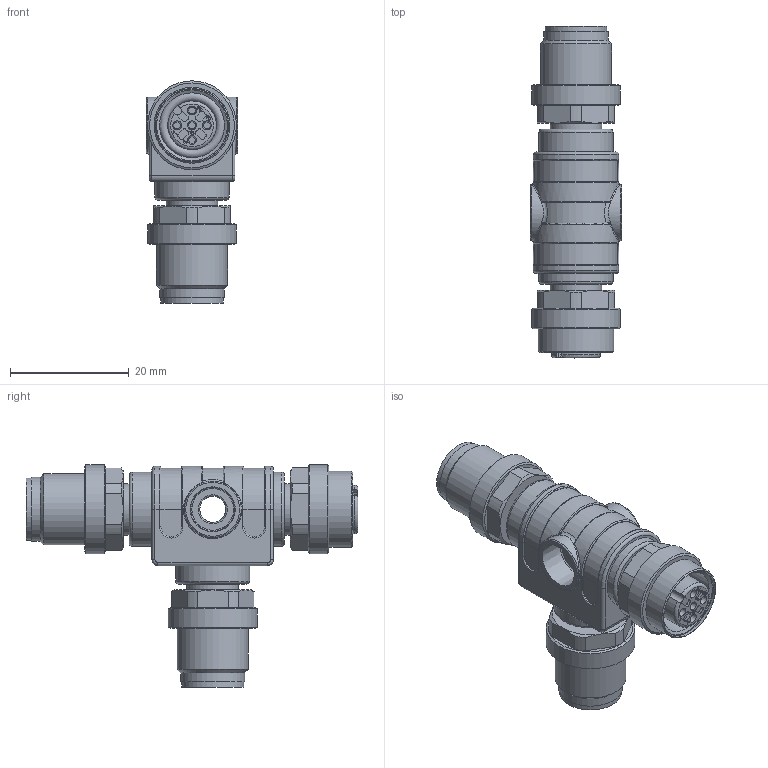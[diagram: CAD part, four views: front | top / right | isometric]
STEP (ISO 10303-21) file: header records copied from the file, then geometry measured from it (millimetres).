
FILE_DESCRIPTION(/* description */ (''),/* implementation_level */ '2;1');
FILE_NAME(/* name */ 'FKM5-FSM5-FSM5.stp',/* time_stamp */ '2018-08-28T15:10:29+02:00',/* author */ (''),/* organization */ (''),/* preprocessor_version */ 'ST-DEVELOPER v16',/* originating_system */ 'SIEMENS PLM Software NX 10.0',/* authorisation */ '');
FILE_SCHEMA (('AUTOMOTIVE_DESIGN { 1 0 10303 214 3 1 1 1 }'));
Length unit declared in the file: millimetre
Products named in the file (1): FKM5-FSM5-FSM5
Bounding box: 15.4 x 56 x 37.5 mm (x, y, z)
Volume: 9837.6 mm3; surface area: 5950.2 mm2
Topology: 1 solids, 1 shells, 594 faces, 1510 edges, 969 vertices
Faces by surface type: plane 221, cylinder 159, extrusion 96, torus 48, cone 37, bspline 23, sphere 10
Full cylindrical faces by diameter (mm): 1 x10, 1.15 x5, 2 x2, 4.4 x1, 8.3 x2, 8.7 x3, 9.5 x2, 10.5 x2, 10.8 x2, 10.95 x1, 12 x2, 12.3 x1, 12.5 x3, 12.8 x1, 15 x3
Entity records: 18588 total; most frequent: CARTESIAN_POINT 5155, ORIENTED_EDGE 2768, DIRECTION 2571, EDGE_CURVE 1384, VERTEX_POINT 924, AXIS2_PLACEMENT_3D 914, VECTOR 743, EDGE_LOOP 728
